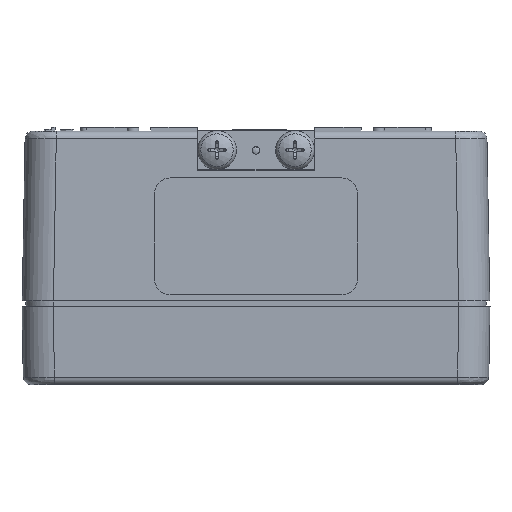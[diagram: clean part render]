
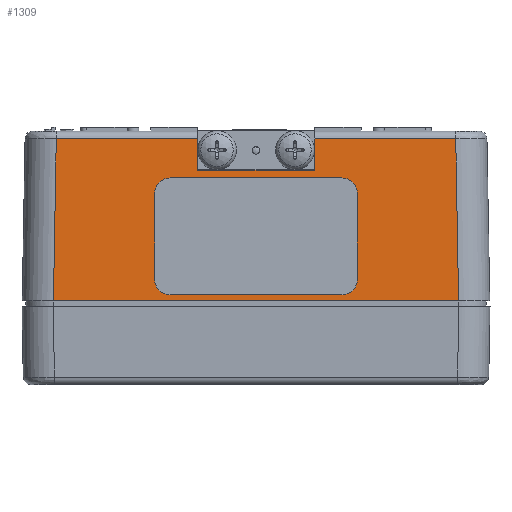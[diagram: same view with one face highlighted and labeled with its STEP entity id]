
A CAD part, left-side view. The second image highlights one B-rep face of the part: STEP entity #1309.
In plain terms, the highlighted planar face has unit normal (-1, 0, 0.018).
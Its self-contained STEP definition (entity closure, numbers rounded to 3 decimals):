
#939=CARTESIAN_POINT('',(0.611,82.,35.012));
#940=VERTEX_POINT('',#939);
#947=CARTESIAN_POINT('',(0.541,86.,31.013));
#948=VERTEX_POINT('',#947);
#949=CARTESIAN_POINT('',(0.541,82.,31.013));
#950=DIRECTION('',(1.,0.,-0.017));
#951=DIRECTION('',(0.017,0.,1.));
#952=AXIS2_PLACEMENT_3D('',#949,#950,#951);
#953=CIRCLE('',#952,4.);
#954=EDGE_CURVE('',#948,#940,#953,.T.);
#979=CARTESIAN_POINT('',(0.157,86.,9.016));
#980=VERTEX_POINT('',#979);
#981=CARTESIAN_POINT('',(0.157,86.,9.016));
#982=DIRECTION('',(0.017,0.,1.));
#983=VECTOR('',#982,22.);
#984=LINE('',#981,#983);
#985=EDGE_CURVE('',#980,#948,#984,.T.);
#1011=CARTESIAN_POINT('',(0.088,82.,5.017));
#1012=VERTEX_POINT('',#1011);
#1013=CARTESIAN_POINT('',(0.157,82.,9.016));
#1014=DIRECTION('',(1.,0.0,-0.017));
#1015=DIRECTION('',(0.0,1.0,0.0));
#1016=AXIS2_PLACEMENT_3D('',#1013,#1014,#1015);
#1017=CIRCLE('',#1016,4.);
#1018=EDGE_CURVE('',#1012,#980,#1017,.T.);
#1045=CARTESIAN_POINT('',(0.541,34.,31.013));
#1046=VERTEX_POINT('',#1045);
#1053=CARTESIAN_POINT('',(0.611,38.,35.012));
#1054=VERTEX_POINT('',#1053);
#1055=CARTESIAN_POINT('',(0.541,38.,31.013));
#1056=DIRECTION('',(1.,0.0,-0.017));
#1057=DIRECTION('',(0.0,-1.0,0.0));
#1058=AXIS2_PLACEMENT_3D('',#1055,#1056,#1057);
#1059=CIRCLE('',#1058,4.);
#1060=EDGE_CURVE('',#1054,#1046,#1059,.T.);
#1083=CARTESIAN_POINT('',(0.611,82.,35.012));
#1084=DIRECTION('',(0.0,-1.0,0.0));
#1085=VECTOR('',#1084,44.);
#1086=LINE('',#1083,#1085);
#1087=EDGE_CURVE('',#940,#1054,#1086,.T.);
#1107=CARTESIAN_POINT('',(0.088,38.,5.017));
#1108=VERTEX_POINT('',#1107);
#1109=CARTESIAN_POINT('',(0.088,38.,5.017));
#1110=DIRECTION('',(0.0,1.0,0.0));
#1111=VECTOR('',#1110,44.);
#1112=LINE('',#1109,#1111);
#1113=EDGE_CURVE('',#1108,#1012,#1112,.T.);
#1139=CARTESIAN_POINT('',(0.157,34.,9.016));
#1140=VERTEX_POINT('',#1139);
#1141=CARTESIAN_POINT('',(0.157,38.,9.016));
#1142=DIRECTION('',(1.,0.,-0.017));
#1143=DIRECTION('',(-0.017,0.,-1.));
#1144=AXIS2_PLACEMENT_3D('',#1141,#1142,#1143);
#1145=CIRCLE('',#1144,4.);
#1146=EDGE_CURVE('',#1140,#1108,#1145,.T.);
#1169=CARTESIAN_POINT('',(0.541,34.,31.013));
#1170=DIRECTION('',(-0.017,0.,-1.));
#1171=VECTOR('',#1170,22.0);
#1172=LINE('',#1169,#1171);
#1173=EDGE_CURVE('',#1046,#1140,#1172,.T.);
#1211=CARTESIAN_POINT('',(0.76,60.,43.535));
#1212=VERTEX_POINT('',#1211);
#1213=CARTESIAN_POINT('',(0.734,60.,42.035));
#1214=DIRECTION('',(-1.,0.,0.017));
#1215=DIRECTION('',(-0.017,0.,-1.));
#1216=AXIS2_PLACEMENT_3D('',#1213,#1214,#1215);
#1217=CIRCLE('',#1216,1.5);
#1218=EDGE_CURVE('',#1212,#1212,#1217,.T.);
#1223=CARTESIAN_POINT('',(0.,0.0,0.0));
#1224=DIRECTION('',(-1.,0.,0.017));
#1225=DIRECTION('',(0.0,-1.0,0.0));
#1226=AXIS2_PLACEMENT_3D('',#1223,#1224,#1225);
#1227=PLANE('',#1226);
#1228=CARTESIAN_POINT('',(0.786,70.638,45.035));
#1229=VERTEX_POINT('',#1228);
#1230=CARTESIAN_POINT('',(0.786,69.362,45.035));
#1231=VERTEX_POINT('',#1230);
#1232=CARTESIAN_POINT('',(0.734,70.,42.035));
#1233=DIRECTION('',(-1.,0.,0.017));
#1234=DIRECTION('',(-0.017,0.,-1.));
#1235=AXIS2_PLACEMENT_3D('',#1232,#1233,#1234);
#1236=CIRCLE('',#1235,3.067);
#1237=EDGE_CURVE('',#1229,#1231,#1236,.T.);
#1238=ORIENTED_EDGE('',*,*,#1237,.F.);
#1239=CARTESIAN_POINT('',(0.786,111.215,45.035));
#1240=VERTEX_POINT('',#1239);
#1241=CARTESIAN_POINT('',(0.786,111.215,45.035));
#1242=DIRECTION('',(0.0,-1.0,0.0));
#1243=VECTOR('',#1242,40.578);
#1244=LINE('',#1241,#1243);
#1245=EDGE_CURVE('',#1240,#1229,#1244,.T.);
#1246=ORIENTED_EDGE('',*,*,#1245,.F.);
#1247=CARTESIAN_POINT('',(0.061,111.94,3.5));
#1248=VERTEX_POINT('',#1247);
#1249=CARTESIAN_POINT('',(0.061,111.94,3.5));
#1250=DIRECTION('',(0.017,-0.017,1.));
#1251=VECTOR('',#1250,41.548);
#1252=LINE('',#1249,#1251);
#1253=EDGE_CURVE('',#1248,#1240,#1252,.T.);
#1254=ORIENTED_EDGE('',*,*,#1253,.F.);
#1255=CARTESIAN_POINT('',(0.061,8.06,3.5));
#1256=VERTEX_POINT('',#1255);
#1257=CARTESIAN_POINT('',(0.061,111.94,3.5));
#1258=DIRECTION('',(0.0,-1.0,0.0));
#1259=VECTOR('',#1258,103.88);
#1260=LINE('',#1257,#1259);
#1261=EDGE_CURVE('',#1248,#1256,#1260,.T.);
#1262=ORIENTED_EDGE('',*,*,#1261,.T.);
#1263=CARTESIAN_POINT('',(0.786,8.785,45.035));
#1264=VERTEX_POINT('',#1263);
#1265=CARTESIAN_POINT('',(0.786,8.785,45.035));
#1266=DIRECTION('',(-0.017,-0.017,-1.));
#1267=VECTOR('',#1266,41.548);
#1268=LINE('',#1265,#1267);
#1269=EDGE_CURVE('',#1264,#1256,#1268,.T.);
#1270=ORIENTED_EDGE('',*,*,#1269,.F.);
#1271=CARTESIAN_POINT('',(0.786,49.362,45.035));
#1272=VERTEX_POINT('',#1271);
#1273=CARTESIAN_POINT('',(0.786,49.362,45.035));
#1274=DIRECTION('',(0.0,-1.0,0.0));
#1275=VECTOR('',#1274,40.578);
#1276=LINE('',#1273,#1275);
#1277=EDGE_CURVE('',#1272,#1264,#1276,.T.);
#1278=ORIENTED_EDGE('',*,*,#1277,.F.);
#1279=CARTESIAN_POINT('',(0.786,50.638,45.035));
#1280=VERTEX_POINT('',#1279);
#1281=CARTESIAN_POINT('',(0.734,50.,42.035));
#1282=DIRECTION('',(-1.,0.,0.017));
#1283=DIRECTION('',(-0.017,0.,-1.));
#1284=AXIS2_PLACEMENT_3D('',#1281,#1282,#1283);
#1285=CIRCLE('',#1284,3.067);
#1286=EDGE_CURVE('',#1280,#1272,#1285,.T.);
#1287=ORIENTED_EDGE('',*,*,#1286,.F.);
#1288=CARTESIAN_POINT('',(0.786,69.362,45.035));
#1289=DIRECTION('',(0.0,-1.0,0.0));
#1290=VECTOR('',#1289,18.725);
#1291=LINE('',#1288,#1290);
#1292=EDGE_CURVE('',#1231,#1280,#1291,.T.);
#1293=ORIENTED_EDGE('',*,*,#1292,.F.);
#1294=EDGE_LOOP('',(#1238,#1246,#1254,#1262,#1270,#1278,#1287,#1293));
#1295=FACE_OUTER_BOUND('',#1294,.T.);
#1296=ORIENTED_EDGE('',*,*,#1060,.T.);
#1297=ORIENTED_EDGE('',*,*,#1173,.T.);
#1298=ORIENTED_EDGE('',*,*,#1146,.T.);
#1299=ORIENTED_EDGE('',*,*,#1113,.T.);
#1300=ORIENTED_EDGE('',*,*,#1018,.T.);
#1301=ORIENTED_EDGE('',*,*,#985,.T.);
#1302=ORIENTED_EDGE('',*,*,#954,.T.);
#1303=ORIENTED_EDGE('',*,*,#1087,.T.);
#1304=EDGE_LOOP('',(#1296,#1297,#1298,#1299,#1300,#1301,#1302,#1303));
#1305=FACE_BOUND('',#1304,.T.);
#1306=ORIENTED_EDGE('',*,*,#1218,.F.);
#1307=EDGE_LOOP('',(#1306));
#1308=FACE_BOUND('',#1307,.T.);
#1309=ADVANCED_FACE('',(#1295,#1305,#1308),#1227,.T.);
